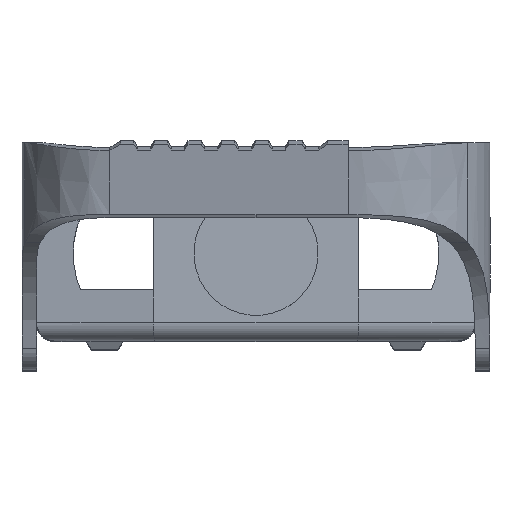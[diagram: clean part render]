
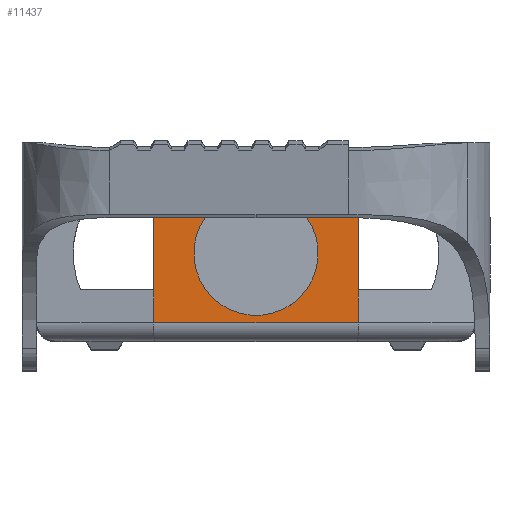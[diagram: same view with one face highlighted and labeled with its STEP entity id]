
A CAD part, top view. The second image highlights one B-rep face of the part: STEP entity #11437.
In plain terms, the highlighted planar face has unit normal (0, 0, 1).
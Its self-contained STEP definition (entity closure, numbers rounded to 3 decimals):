
#41 = EDGE_LOOP ( 'NONE', ( #937, #2762, #12971, #1540, #6499, #4349, #872, #10430 ) ) ;
#657 = VERTEX_POINT ( 'NONE', #13860 ) ;
#685 = DIRECTION ( 'NONE',  ( 0., -1., 0. ) ) ;
#872 = ORIENTED_EDGE ( 'NONE', *, *, #5280, .F. ) ;
#937 = ORIENTED_EDGE ( 'NONE', *, *, #14008, .F. ) ;
#1181 = CARTESIAN_POINT ( 'NONE',  ( 166., 5., 150.5 ) ) ;
#1382 = DIRECTION ( 'NONE',  ( -1., 0., 0. ) ) ;
#1540 = ORIENTED_EDGE ( 'NONE', *, *, #14656, .T. ) ;
#2037 = CARTESIAN_POINT ( 'NONE',  ( 194., -5., 150.5 ) ) ;
#2376 = EDGE_CURVE ( 'NONE', #5849, #3597, #3530, .T. ) ;
#2579 = VERTEX_POINT ( 'NONE', #13602 ) ;
#2762 = ORIENTED_EDGE ( 'NONE', *, *, #6381, .T. ) ;
#3182 = CARTESIAN_POINT ( 'NONE',  ( 166., 5., 150.5 ) ) ;
#3260 = DIRECTION ( 'NONE',  ( 0., 1., 0. ) ) ;
#3471 = VERTEX_POINT ( 'NONE', #2037 ) ;
#3530 = LINE ( 'NONE', #3182, #12762 ) ;
#3597 = VERTEX_POINT ( 'NONE', #7283 ) ;
#3738 = FACE_BOUND ( 'NONE', #4474, .T. ) ;
#4304 = LINE ( 'NONE', #6846, #13921 ) ;
#4331 = DIRECTION ( 'NONE',  ( 0., -1., 0. ) ) ;
#4349 = ORIENTED_EDGE ( 'NONE', *, *, #8928, .T. ) ;
#4366 = VECTOR ( 'NONE', #6997, 1000. ) ;
#4474 = EDGE_LOOP ( 'NONE', ( #14132, #13351 ) ) ;
#4658 = VERTEX_POINT ( 'NONE', #9028 ) ;
#4747 = VERTEX_POINT ( 'NONE', #15180 ) ;
#4750 = LINE ( 'NONE', #9358, #4366 ) ;
#5280 = EDGE_CURVE ( 'NONE', #5849, #657, #15326, .T. ) ;
#5388 = VERTEX_POINT ( 'NONE', #9345 ) ;
#5417 = DIRECTION ( 'NONE',  ( 0., 1., 0. ) ) ;
#5768 = DIRECTION ( 'NONE',  ( 0., 0., 1. ) ) ;
#5849 = VERTEX_POINT ( 'NONE', #1181 ) ;
#5850 = AXIS2_PLACEMENT_3D ( 'NONE', #15111, #7892, #685 ) ;
#6070 = EDGE_CURVE ( 'NONE', #2579, #3471, #7792, .T. ) ;
#6125 = LINE ( 'NONE', #15179, #15348 ) ;
#6355 = EDGE_CURVE ( 'NONE', #11742, #5388, #10768, .T. ) ;
#6381 = EDGE_CURVE ( 'NONE', #4747, #2579, #4750, .T. ) ;
#6438 = DIRECTION ( 'NONE',  ( 0., 1., 0. ) ) ;
#6499 = ORIENTED_EDGE ( 'NONE', *, *, #11158, .T. ) ;
#6846 = CARTESIAN_POINT ( 'NONE',  ( 194., -88., 150.5 ) ) ;
#6995 = AXIS2_PLACEMENT_3D ( 'NONE', #10945, #8579, #1382 ) ;
#6997 = DIRECTION ( 'NONE',  ( 1., 0., 0. ) ) ;
#7283 = CARTESIAN_POINT ( 'NONE',  ( 166., -5., 150.5 ) ) ;
#7326 = FACE_OUTER_BOUND ( 'NONE', #41, .T. ) ;
#7400 = VECTOR ( 'NONE', #6438, 1000. ) ;
#7655 = CARTESIAN_POINT ( 'NONE',  ( 194., -88., 150.5 ) ) ;
#7792 = LINE ( 'NONE', #7655, #7400 ) ;
#7892 = DIRECTION ( 'NONE',  ( 0., 0., 1. ) ) ;
#7967 = DIRECTION ( 'NONE',  ( 0., 1., 0. ) ) ;
#8098 = CARTESIAN_POINT ( 'NONE',  ( 194., 5., 150.5 ) ) ;
#8579 = DIRECTION ( 'NONE',  ( 0., 0., -1. ) ) ;
#8686 = CIRCLE ( 'NONE', #5850, 8. ) ;
#8908 = VECTOR ( 'NONE', #9458, 1000. ) ;
#8928 = EDGE_CURVE ( 'NONE', #11495, #657, #9040, .T. ) ;
#9028 = CARTESIAN_POINT ( 'NONE',  ( 194., 5., 150.5 ) ) ;
#9040 = LINE ( 'NONE', #12843, #12233 ) ;
#9300 = EDGE_CURVE ( 'NONE', #5388, #11742, #8686, .T. ) ;
#9345 = CARTESIAN_POINT ( 'NONE',  ( 180., 8., 150.5 ) ) ;
#9358 = CARTESIAN_POINT ( 'NONE',  ( 194., -9.5, 150.5 ) ) ;
#9458 = DIRECTION ( 'NONE',  ( 0., 1., 0. ) ) ;
#10430 = ORIENTED_EDGE ( 'NONE', *, *, #2376, .T. ) ;
#10768 = CIRCLE ( 'NONE', #12092, 8. ) ;
#10945 = CARTESIAN_POINT ( 'NONE',  ( 210., 12., 150.5 ) ) ;
#11042 = CARTESIAN_POINT ( 'NONE',  ( 194., 9.5, 150.5 ) ) ;
#11158 = EDGE_CURVE ( 'NONE', #4658, #11495, #4304, .T. ) ;
#11367 = CARTESIAN_POINT ( 'NONE',  ( 166., -88., 150.5 ) ) ;
#11437 = ADVANCED_FACE ( 'NONE', ( #7326, #3738 ), #13369, .F. ) ;
#11495 = VERTEX_POINT ( 'NONE', #11042 ) ;
#11742 = VERTEX_POINT ( 'NONE', #15245 ) ;
#12092 = AXIS2_PLACEMENT_3D ( 'NONE', #12984, #5768, #14194 ) ;
#12233 = VECTOR ( 'NONE', #14056, 1000. ) ;
#12762 = VECTOR ( 'NONE', #4331, 1000. ) ;
#12843 = CARTESIAN_POINT ( 'NONE',  ( 210., 9.5, 150.5 ) ) ;
#12971 = ORIENTED_EDGE ( 'NONE', *, *, #6070, .T. ) ;
#12984 = CARTESIAN_POINT ( 'NONE',  ( 180., 0., 150.5 ) ) ;
#13351 = ORIENTED_EDGE ( 'NONE', *, *, #9300, .F. ) ;
#13369 = PLANE ( 'NONE',  #6995 ) ;
#13602 = CARTESIAN_POINT ( 'NONE',  ( 194., -9.5, 150.5 ) ) ;
#13860 = CARTESIAN_POINT ( 'NONE',  ( 166., 9.5, 150.5 ) ) ;
#13921 = VECTOR ( 'NONE', #3260, 1000. ) ;
#14008 = EDGE_CURVE ( 'NONE', #4747, #3597, #6125, .T. ) ;
#14056 = DIRECTION ( 'NONE',  ( -1., 0., 0. ) ) ;
#14132 = ORIENTED_EDGE ( 'NONE', *, *, #6355, .F. ) ;
#14194 = DIRECTION ( 'NONE',  ( 0., -1., 0. ) ) ;
#14581 = VECTOR ( 'NONE', #5417, 1000. ) ;
#14656 = EDGE_CURVE ( 'NONE', #3471, #4658, #15294, .T. ) ;
#15111 = CARTESIAN_POINT ( 'NONE',  ( 180., 0., 150.5 ) ) ;
#15179 = CARTESIAN_POINT ( 'NONE',  ( 166., -88., 150.5 ) ) ;
#15180 = CARTESIAN_POINT ( 'NONE',  ( 166., -9.5, 150.5 ) ) ;
#15245 = CARTESIAN_POINT ( 'NONE',  ( 180., -8., 150.5 ) ) ;
#15294 = LINE ( 'NONE', #8098, #8908 ) ;
#15326 = LINE ( 'NONE', #11367, #14581 ) ;
#15348 = VECTOR ( 'NONE', #7967, 1000. ) ;
